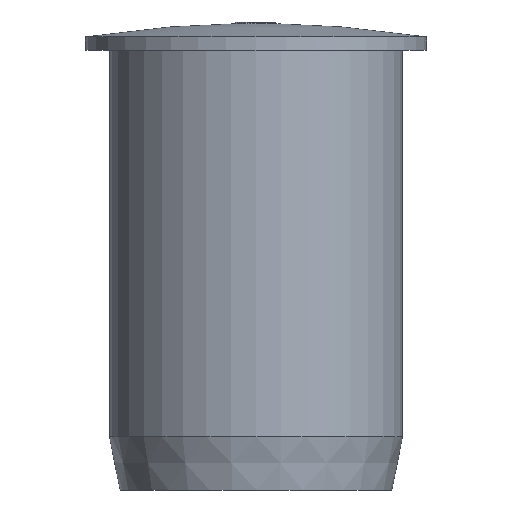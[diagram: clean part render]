
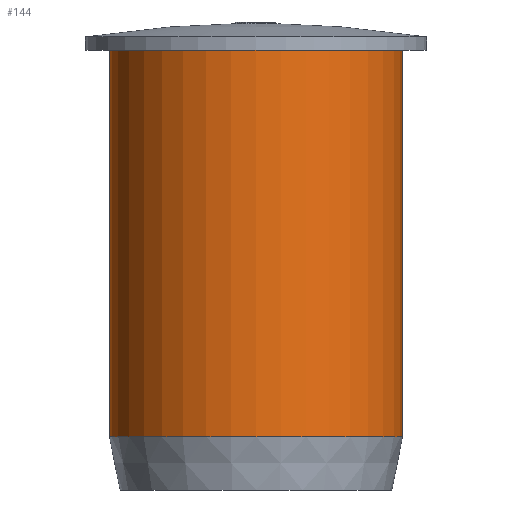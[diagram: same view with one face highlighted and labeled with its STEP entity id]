
A CAD part, front view. The second image highlights one B-rep face of the part: STEP entity #144.
In plain terms, the highlighted cylindrical face has radius 5.5 mm (diameter 11 mm), a full revolution.
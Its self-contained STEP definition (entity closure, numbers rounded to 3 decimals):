
#144=ADVANCED_FACE('',(#175,#176),#169,.T.);
#169=CYLINDRICAL_SURFACE('',#448,5.5);
#175=FACE_BOUND('',#190,.T.);
#176=FACE_BOUND('',#191,.T.);
#190=EDGE_LOOP('',(#224));
#191=EDGE_LOOP('',(#225));
#224=ORIENTED_EDGE('',*,*,#372,.T.);
#225=ORIENTED_EDGE('',*,*,#371,.T.);
#332=VERTEX_POINT('',#584);
#333=VERTEX_POINT('',#587);
#371=EDGE_CURVE('',#332,#332,#426,.T.);
#372=EDGE_CURVE('',#333,#333,#427,.T.);
#426=CIRCLE('',#445,5.5);
#427=CIRCLE('',#447,5.5);
#445=AXIS2_PLACEMENT_3D('',#583,#487,#488);
#447=AXIS2_PLACEMENT_3D('',#586,#491,#492);
#448=AXIS2_PLACEMENT_3D('',#588,#493,#494);
#487=DIRECTION('',(0.,0.,-1.));
#488=DIRECTION('',(-1.,0.,0.));
#491=DIRECTION('',(0.,0.,1.));
#492=DIRECTION('',(1.,0.,0.));
#493=DIRECTION('',(0.,0.,-1.));
#494=DIRECTION('',(-1.,0.,0.));
#583=CARTESIAN_POINT('',(0.,0.,0.));
#584=CARTESIAN_POINT('',(-5.5,0.,0.));
#586=CARTESIAN_POINT('',(0.,0.,-14.5));
#587=CARTESIAN_POINT('',(5.5,0.,-14.5));
#588=CARTESIAN_POINT('',(0.,0.,0.));
